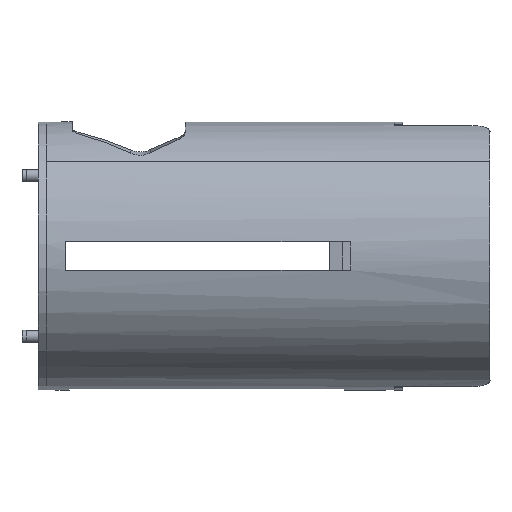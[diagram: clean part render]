
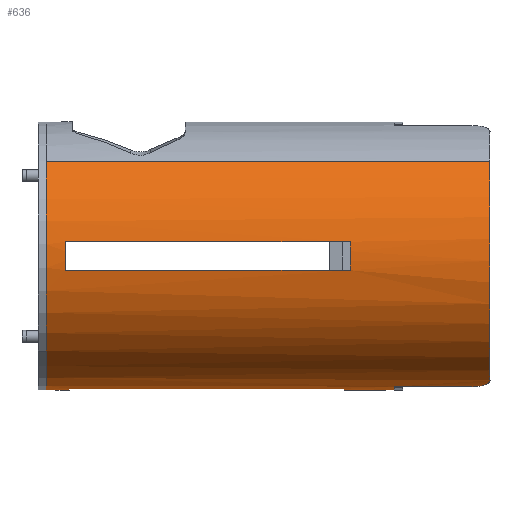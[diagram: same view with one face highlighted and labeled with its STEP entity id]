
A CAD part, left-side view. The second image highlights one B-rep face of the part: STEP entity #636.
In plain terms, the highlighted cylindrical face has radius 33 mm (diameter 66 mm), a partial arc.
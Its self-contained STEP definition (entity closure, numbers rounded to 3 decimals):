
#74=FACE_BOUND('',#1425,.F.);
#75=FACE_BOUND('',#1426,.F.);
#158=CYLINDRICAL_SURFACE('',#7836,33.);
#636=ADVANCED_FACE('',(#74,#75,#1028),#158,.T.);
#1028=FACE_OUTER_BOUND('',#1427,.F.);
#1425=EDGE_LOOP('',(#2292,#2293,#2294,#2295));
#1426=EDGE_LOOP('',(#2296,#2297,#2298,#2299));
#1427=EDGE_LOOP('',(#2300,#2301,#2302,#2303,#2304,#2305,#2306,#2307,#2308,
#2309));
#2292=ORIENTED_EDGE('',*,*,#5795,.T.);
#2293=ORIENTED_EDGE('',*,*,#5796,.T.);
#2294=ORIENTED_EDGE('',*,*,#5797,.F.);
#2295=ORIENTED_EDGE('',*,*,#5798,.T.);
#2296=ORIENTED_EDGE('',*,*,#5799,.T.);
#2297=ORIENTED_EDGE('',*,*,#5800,.T.);
#2298=ORIENTED_EDGE('',*,*,#5801,.F.);
#2299=ORIENTED_EDGE('',*,*,#5802,.T.);
#2300=ORIENTED_EDGE('',*,*,#5803,.T.);
#2301=ORIENTED_EDGE('',*,*,#5804,.F.);
#2302=ORIENTED_EDGE('',*,*,#5805,.T.);
#2303=ORIENTED_EDGE('',*,*,#5806,.F.);
#2304=ORIENTED_EDGE('',*,*,#5807,.T.);
#2305=ORIENTED_EDGE('',*,*,#5808,.T.);
#2306=ORIENTED_EDGE('',*,*,#5809,.F.);
#2307=ORIENTED_EDGE('',*,*,#5810,.T.);
#2308=ORIENTED_EDGE('',*,*,#5745,.T.);
#2309=ORIENTED_EDGE('',*,*,#5811,.T.);
#4066=LINE('',#11284,#4694);
#4067=LINE('',#11286,#4695);
#4068=LINE('',#11288,#4696);
#4069=LINE('',#11290,#4697);
#4070=LINE('',#11293,#4698);
#4071=LINE('',#11304,#4699);
#4072=LINE('',#11306,#4700);
#4073=LINE('',#11316,#4701);
#4694=VECTOR('',#8600,70.);
#4695=VECTOR('',#8603,70.);
#4696=VECTOR('',#8606,67.5);
#4697=VECTOR('',#8609,67.5);
#4698=VECTOR('',#8614,109.);
#4699=VECTOR('',#8617,18.5);
#4700=VECTOR('',#8620,18.5);
#4701=VECTOR('',#8621,109.);
#5302=CIRCLE('',#7695,33.);
#5321=CIRCLE('',#7714,33.);
#5322=CIRCLE('',#7715,33.);
#5323=CIRCLE('',#7716,33.);
#5324=CIRCLE('',#7717,33.);
#5325=CIRCLE('',#7718,33.);
#5326=CIRCLE('',#7719,33.);
#5327=CIRCLE('',#7720,33.);
#5745=EDGE_CURVE('',#7042,#7044,#5302,.T.);
#5795=EDGE_CURVE('',#6994,#6993,#4066,.T.);
#5796=EDGE_CURVE('',#6993,#6992,#5321,.T.);
#5797=EDGE_CURVE('',#6991,#6992,#4067,.T.);
#5798=EDGE_CURVE('',#6991,#6994,#5322,.T.);
#5799=EDGE_CURVE('',#6990,#6989,#4068,.T.);
#5800=EDGE_CURVE('',#6989,#6988,#5323,.T.);
#5801=EDGE_CURVE('',#6987,#6988,#4069,.T.);
#5802=EDGE_CURVE('',#6987,#6990,#5324,.T.);
#5803=EDGE_CURVE('',#6986,#6985,#5325,.T.);
#5804=EDGE_CURVE('',#6984,#6985,#4070,.T.);
#5805=EDGE_CURVE('',#6984,#6983,#5326,.T.);
#5806=EDGE_CURVE('',#6982,#6983,#6837,.T.);
#5807=EDGE_CURVE('',#6982,#6981,#4071,.T.);
#5808=EDGE_CURVE('',#6981,#6980,#5327,.T.);
#5809=EDGE_CURVE('',#6979,#6980,#4072,.T.);
#5810=EDGE_CURVE('',#6979,#7042,#6838,.T.);
#5811=EDGE_CURVE('',#7044,#6986,#4073,.T.);
#6837=B_SPLINE_CURVE_WITH_KNOTS('',3,(#11295,#11296,#11297,#11298,#11299,#11300,
#11301,#11302,#11303),.UNSPECIFIED.,.F.,.F.,(4,1,1,1,1,1,4),(0.,
0.202,0.345,0.516,0.684,
0.82,1.),.UNSPECIFIED.);
#6838=B_SPLINE_CURVE_WITH_KNOTS('',3,(#11307,#11308,#11309,#11310,#11311,#11312,
#11313,#11314,#11315),.UNSPECIFIED.,.F.,.F.,(4,1,1,1,1,1,4),(0.,
0.202,0.345,0.516,0.684,
0.82,1.),.UNSPECIFIED.);
#6979=VERTEX_POINT('',#10941);
#6980=VERTEX_POINT('',#10942);
#6981=VERTEX_POINT('',#10943);
#6982=VERTEX_POINT('',#10944);
#6983=VERTEX_POINT('',#10945);
#6984=VERTEX_POINT('',#10946);
#6985=VERTEX_POINT('',#10947);
#6986=VERTEX_POINT('',#10948);
#6987=VERTEX_POINT('',#10949);
#6988=VERTEX_POINT('',#10950);
#6989=VERTEX_POINT('',#10951);
#6990=VERTEX_POINT('',#10952);
#6991=VERTEX_POINT('',#10953);
#6992=VERTEX_POINT('',#10954);
#6993=VERTEX_POINT('',#10955);
#6994=VERTEX_POINT('',#10956);
#7042=VERTEX_POINT('',#11004);
#7044=VERTEX_POINT('',#11006);
#7695=AXIS2_PLACEMENT_3D('',#11196,#8536,#8537);
#7714=AXIS2_PLACEMENT_3D('',#11285,#8601,#8602);
#7715=AXIS2_PLACEMENT_3D('',#11287,#8604,#8605);
#7716=AXIS2_PLACEMENT_3D('',#11289,#8607,#8608);
#7717=AXIS2_PLACEMENT_3D('',#11291,#8610,#8611);
#7718=AXIS2_PLACEMENT_3D('',#11292,#8612,#8613);
#7719=AXIS2_PLACEMENT_3D('',#11294,#8615,#8616);
#7720=AXIS2_PLACEMENT_3D('',#11305,#8618,#8619);
#7836=AXIS2_PLACEMENT_3D('',#11751,#9058,#9059);
#8536=DIRECTION('',(0.,-1.,0.));
#8537=DIRECTION('',(0.378,0.,-0.926));
#8600=DIRECTION('',(0.,1.,0.));
#8601=DIRECTION('',(0.,-1.,0.));
#8602=DIRECTION('',(-0.994,0.,0.107));
#8603=DIRECTION('',(0.,1.,0.));
#8604=DIRECTION('',(0.,1.,0.));
#8605=DIRECTION('',(-0.994,0.,-0.105));
#8606=DIRECTION('',(0.,1.,0.));
#8607=DIRECTION('',(0.,-1.,0.));
#8608=DIRECTION('',(-0.152,0.,-0.988));
#8609=DIRECTION('',(0.,1.,0.));
#8610=DIRECTION('',(0.,1.,0.));
#8611=DIRECTION('',(0.151,0.,-0.989));
#8612=DIRECTION('',(0.,1.,0.));
#8613=DIRECTION('',(0.707,0.,-0.707));
#8614=DIRECTION('',(0.,1.,0.));
#8615=DIRECTION('',(0.,-1.,0.));
#8616=DIRECTION('',(-0.707,0.,0.707));
#8617=DIRECTION('',(0.,1.,0.));
#8618=DIRECTION('',(0.,-1.,0.));
#8619=DIRECTION('',(-0.233,0.,-0.972));
#8620=DIRECTION('',(0.,1.,0.));
#8621=DIRECTION('',(0.,1.,0.));
#9058=DIRECTION('',(0.,1.,0.));
#9059=DIRECTION('',(0.766,0.,-0.643));
#10941=CARTESIAN_POINT('',(7.695,-36.521,
-7.861));
#10942=CARTESIAN_POINT('',(7.695,-18.021,
-7.861));
#10943=CARTESIAN_POINT('',(-7.695,-18.021,
-7.861));
#10944=CARTESIAN_POINT('',(-7.695,-36.521,
-7.861));
#10945=CARTESIAN_POINT('',(-12.468,-41.521,
-6.325));
#10946=CARTESIAN_POINT('',(-23.335,-41.521,
47.564));
#10947=CARTESIAN_POINT('',(-23.335,67.479,
47.564));
#10948=CARTESIAN_POINT('',(23.335,67.479,
0.895));
#10949=CARTESIAN_POINT('',(4.98,-5.671,-8.393));
#10950=CARTESIAN_POINT('',(4.98,61.829,-8.393));
#10951=CARTESIAN_POINT('',(-5.02,61.829,
-8.387));
#10952=CARTESIAN_POINT('',(-5.02,-5.671,
-8.387));
#10953=CARTESIAN_POINT('',(-32.816,-7.171,
20.749));
#10954=CARTESIAN_POINT('',(-32.816,62.829,
20.749));
#10955=CARTESIAN_POINT('',(-32.812,62.829,
27.749));
#10956=CARTESIAN_POINT('',(-32.812,-7.171,
27.749));
#11004=CARTESIAN_POINT('',(12.468,-41.521,
-6.325));
#11006=CARTESIAN_POINT('',(23.335,-41.521,
0.895));
#11196=CARTESIAN_POINT('',(0.,-41.521,24.229));
#11284=CARTESIAN_POINT('',(-32.812,-7.171,
27.749));
#11285=CARTESIAN_POINT('',(0.,62.829,24.229));
#11286=CARTESIAN_POINT('',(-32.816,-7.171,
20.749));
#11287=CARTESIAN_POINT('',(0.,-7.171,24.229));
#11288=CARTESIAN_POINT('',(-5.02,-5.671,
-8.387));
#11289=CARTESIAN_POINT('',(0.,61.829,24.229));
#11290=CARTESIAN_POINT('',(4.98,-5.671,-8.393));
#11291=CARTESIAN_POINT('',(0.,-5.671,24.229));
#11292=CARTESIAN_POINT('',(0.,67.479,24.229));
#11293=CARTESIAN_POINT('',(-23.335,-41.521,
47.564));
#11294=CARTESIAN_POINT('',(0.,-41.521,24.229));
#11295=CARTESIAN_POINT('',(-7.695,-36.521,
-7.861));
#11296=CARTESIAN_POINT('',(-7.694,-37.049,
-7.861));
#11297=CARTESIAN_POINT('',(-7.835,-37.952,
-7.828));
#11298=CARTESIAN_POINT('',(-8.387,-39.193,
-7.689));
#11299=CARTESIAN_POINT('',(-9.16,-40.188,
-7.479));
#11300=CARTESIAN_POINT('',(-10.135,-40.924,
-7.182));
#11301=CARTESIAN_POINT('',(-11.256,-41.405,
-6.799));
#11302=CARTESIAN_POINT('',(-12.03,-41.521,
-6.503));
#11303=CARTESIAN_POINT('',(-12.468,-41.521,
-6.325));
#11304=CARTESIAN_POINT('',(-7.695,-36.521,
-7.861));
#11305=CARTESIAN_POINT('',(0.,-18.021,24.229));
#11306=CARTESIAN_POINT('',(7.695,-36.521,
-7.861));
#11307=CARTESIAN_POINT('',(7.695,-36.521,
-7.861));
#11308=CARTESIAN_POINT('',(7.694,-37.049,
-7.861));
#11309=CARTESIAN_POINT('',(7.835,-37.952,
-7.828));
#11310=CARTESIAN_POINT('',(8.387,-39.193,
-7.689));
#11311=CARTESIAN_POINT('',(9.16,-40.188,
-7.479));
#11312=CARTESIAN_POINT('',(10.135,-40.924,
-7.182));
#11313=CARTESIAN_POINT('',(11.256,-41.405,
-6.799));
#11314=CARTESIAN_POINT('',(12.03,-41.521,
-6.503));
#11315=CARTESIAN_POINT('',(12.468,-41.521,
-6.325));
#11316=CARTESIAN_POINT('',(23.335,-41.521,
0.895));
#11751=CARTESIAN_POINT('',(0.,72.929,24.229));
